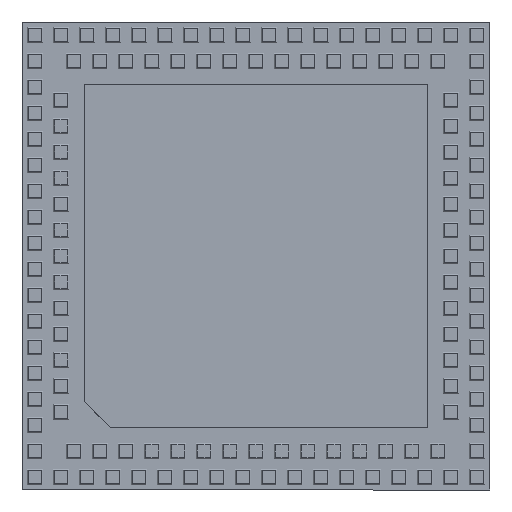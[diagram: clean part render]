
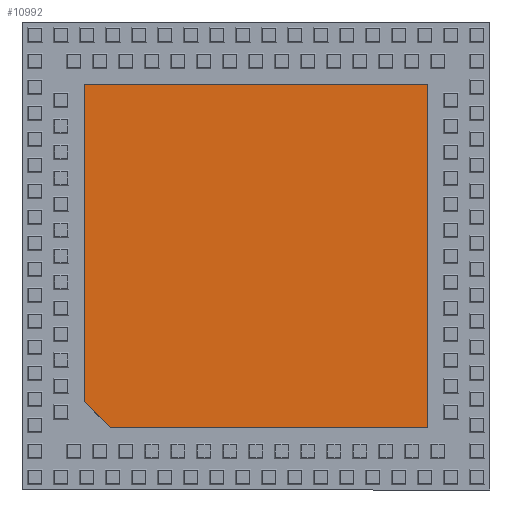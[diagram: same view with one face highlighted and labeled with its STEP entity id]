
A CAD part, front view. The second image highlights one B-rep face of the part: STEP entity #10992.
In plain terms, the highlighted planar face has unit normal (0, -1, 0).
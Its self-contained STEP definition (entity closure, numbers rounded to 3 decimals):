
#471 = ORIENTED_EDGE ( 'NONE', *, *, #17978, .T. ) ;
#668 = VERTEX_POINT ( 'NONE', #11683 ) ;
#811 = EDGE_CURVE ( 'NONE', #26679, #668, #24787, .T. ) ;
#1179 = EDGE_CURVE ( 'NONE', #13044, #16368, #4838, .T. ) ;
#1737 = LINE ( 'NONE', #13427, #10472 ) ;
#1934 = VECTOR ( 'NONE', #5790, 1000. ) ;
#1963 = VECTOR ( 'NONE', #12085, 1000. ) ;
#3253 = FACE_OUTER_BOUND ( 'NONE', #16022, .T. ) ;
#4838 = LINE ( 'NONE', #26848, #1934 ) ;
#5326 = CARTESIAN_POINT ( 'NONE',  ( 3.3, -0.05, -3.3 ) ) ;
#5790 = DIRECTION ( 'NONE',  ( -0.707, 0., 0.707 ) ) ;
#5791 = DIRECTION ( 'NONE',  ( 0., 0., -1. ) ) ;
#7690 = CARTESIAN_POINT ( 'NONE',  ( -3.3, -0.05, -3.3 ) ) ;
#7975 = VECTOR ( 'NONE', #28717, 1000. ) ;
#8523 = CARTESIAN_POINT ( 'NONE',  ( 0., -0.05, 0. ) ) ;
#10472 = VECTOR ( 'NONE', #22854, 1000. ) ;
#10744 = PLANE ( 'NONE',  #19440 ) ;
#10992 = ADVANCED_FACE ( 'NONE', ( #3253 ), #10744, .T. ) ;
#11683 = CARTESIAN_POINT ( 'NONE',  ( 3.3, -0.05, 3.3 ) ) ;
#11743 = CARTESIAN_POINT ( 'NONE',  ( 3.3, -0.05, -3.3 ) ) ;
#11758 = ORIENTED_EDGE ( 'NONE', *, *, #27394, .T. ) ;
#12085 = DIRECTION ( 'NONE',  ( 0., 0., 1. ) ) ;
#12762 = ORIENTED_EDGE ( 'NONE', *, *, #16500, .T. ) ;
#13044 = VERTEX_POINT ( 'NONE', #23760 ) ;
#13427 = CARTESIAN_POINT ( 'NONE',  ( 3.3, -0.05, 3.3 ) ) ;
#14084 = LINE ( 'NONE', #5326, #7975 ) ;
#16022 = EDGE_LOOP ( 'NONE', ( #19605, #11758, #17700, #471, #12762 ) ) ;
#16368 = VERTEX_POINT ( 'NONE', #16436 ) ;
#16436 = CARTESIAN_POINT ( 'NONE',  ( -3.3, -0.05, -2.8 ) ) ;
#16500 = EDGE_CURVE ( 'NONE', #17871, #16368, #21767, .T. ) ;
#16634 = DIRECTION ( 'NONE',  ( 0., 0., -1. ) ) ;
#17651 = CARTESIAN_POINT ( 'NONE',  ( -3.3, -0.05, 3.3 ) ) ;
#17700 = ORIENTED_EDGE ( 'NONE', *, *, #811, .T. ) ;
#17871 = VERTEX_POINT ( 'NONE', #17651 ) ;
#17978 = EDGE_CURVE ( 'NONE', #668, #17871, #1737, .T. ) ;
#19440 = AXIS2_PLACEMENT_3D ( 'NONE', #8523, #26646, #5791 ) ;
#19605 = ORIENTED_EDGE ( 'NONE', *, *, #1179, .F. ) ;
#20693 = VECTOR ( 'NONE', #16634, 1000. ) ;
#21767 = LINE ( 'NONE', #7690, #20693 ) ;
#22854 = DIRECTION ( 'NONE',  ( -1., 0., 0. ) ) ;
#23529 = CARTESIAN_POINT ( 'NONE',  ( 3.3, -0.05, -3.3 ) ) ;
#23760 = CARTESIAN_POINT ( 'NONE',  ( -2.8, -0.05, -3.3 ) ) ;
#24787 = LINE ( 'NONE', #23529, #1963 ) ;
#26646 = DIRECTION ( 'NONE',  ( 0., -1., 0. ) ) ;
#26679 = VERTEX_POINT ( 'NONE', #11743 ) ;
#26848 = CARTESIAN_POINT ( 'NONE',  ( -2.8, -0.05, -3.3 ) ) ;
#27394 = EDGE_CURVE ( 'NONE', #13044, #26679, #14084, .T. ) ;
#28717 = DIRECTION ( 'NONE',  ( 1., 0., 0. ) ) ;
